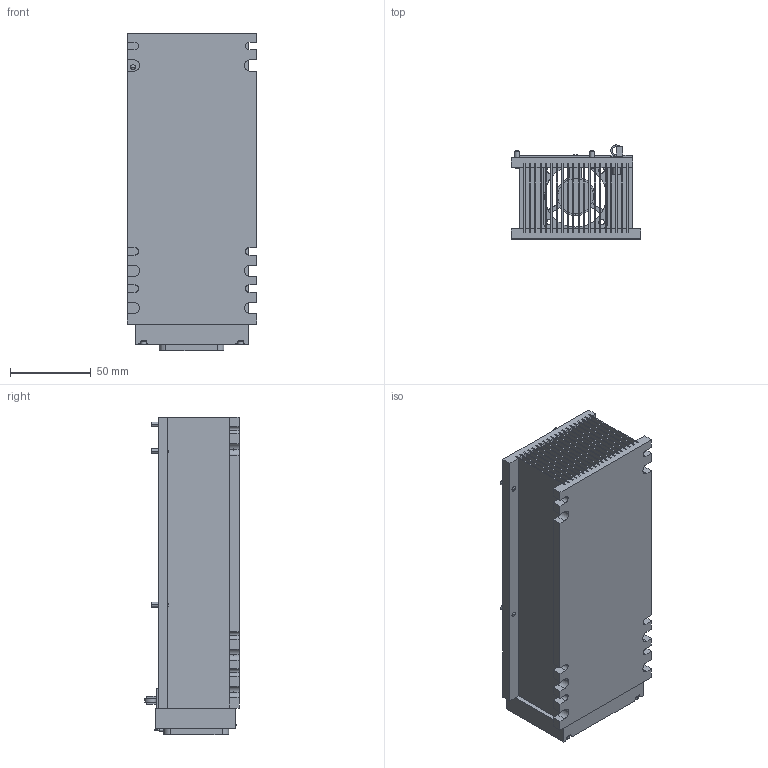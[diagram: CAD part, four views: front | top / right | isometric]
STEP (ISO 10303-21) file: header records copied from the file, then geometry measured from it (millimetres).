
FILE_DESCRIPTION (( 'STEP AP203' ), '1' );
FILE_NAME ('Sapphire LP Heatsink with dowel pins.STEP', '2009-11-13T13:23:45', ( 'COHERENT Inc.' ), ( 'COHERENT Inc.' ), 'SwSTEP 2.0', 'SolidWorks 2009', '' );
FILE_SCHEMA (( 'CONFIG_CONTROL_DESIGN' ));
Length unit declared in the file: millimetre
Products named in the file (1): Sapphire LP Heatsink with dowel pins
Bounding box: 80 x 58.24 x 196.5 mm (x, y, z)
Volume: 284276.5 mm3; surface area: 373763.4 mm2
Topology: 36 solids, 36 shells, 731 faces, 1969 edges, 1292 vertices
Faces by surface type: plane 478, cylinder 213, cone 20, sphere 12, torus 8
Entity records: 23116 total; most frequent: CARTESIAN_POINT 4157, DIRECTION 3931, ORIENTED_EDGE 3922, EDGE_CURVE 1961, VECTOR 1419, LINE 1419, VERTEX_POINT 1292, AXIS2_PLACEMENT_3D 1256
